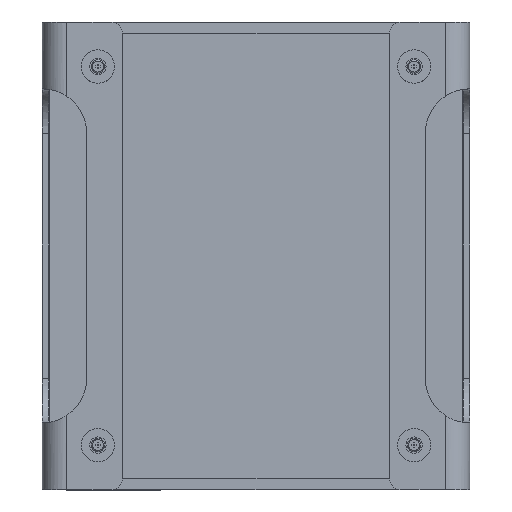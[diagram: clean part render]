
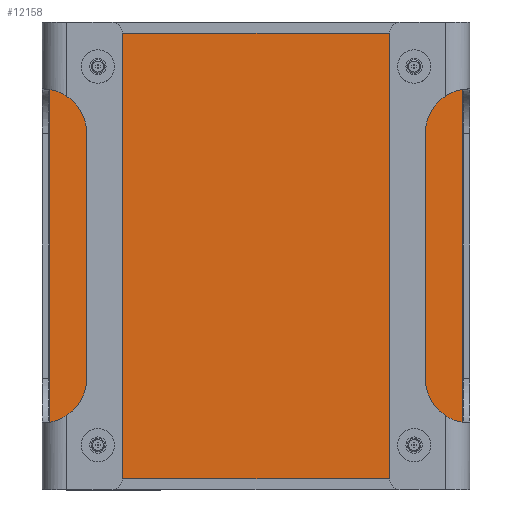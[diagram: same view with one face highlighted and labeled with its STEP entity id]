
A CAD part, top view. The second image highlights one B-rep face of the part: STEP entity #12158.
In plain terms, the highlighted face is planar.
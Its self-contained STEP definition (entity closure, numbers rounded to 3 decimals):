
#9571=CARTESIAN_POINT('',(-72.23,-85.0,0.0));
#9572=VERTEX_POINT('',#9571);
#9573=CARTESIAN_POINT('',(-71.0,-85.0,0.0));
#9574=DIRECTION('',(0.0,0.0,1.0));
#9575=DIRECTION('',(-1.0,0.0,0.0));
#9576=AXIS2_PLACEMENT_3D('',#9573,#9574,#9575);
#9577=CIRCLE('',#9576,1.23);
#9578=EDGE_CURVE('',#9572,#9572,#9577,.T.);
#9599=CARTESIAN_POINT('',(69.77,-85.0,0.0));
#9600=VERTEX_POINT('',#9599);
#9601=CARTESIAN_POINT('',(71.0,-85.0,0.0));
#9602=DIRECTION('',(0.0,0.0,1.0));
#9603=DIRECTION('',(-1.0,0.0,0.0));
#9604=AXIS2_PLACEMENT_3D('',#9601,#9602,#9603);
#9605=CIRCLE('',#9604,1.23);
#9606=EDGE_CURVE('',#9600,#9600,#9605,.T.);
#9627=CARTESIAN_POINT('',(69.77,85.0,0.0));
#9628=VERTEX_POINT('',#9627);
#9629=CARTESIAN_POINT('',(71.0,85.0,0.0));
#9630=DIRECTION('',(0.0,0.0,1.0));
#9631=DIRECTION('',(-1.0,0.0,0.0));
#9632=AXIS2_PLACEMENT_3D('',#9629,#9630,#9631);
#9633=CIRCLE('',#9632,1.23);
#9634=EDGE_CURVE('',#9628,#9628,#9633,.T.);
#9655=CARTESIAN_POINT('',(-72.23,85.0,0.0));
#9656=VERTEX_POINT('',#9655);
#9657=CARTESIAN_POINT('',(-71.,85.0,0.0));
#9658=DIRECTION('',(0.0,0.0,1.0));
#9659=DIRECTION('',(-1.0,0.0,0.0));
#9660=AXIS2_PLACEMENT_3D('',#9657,#9658,#9659);
#9661=CIRCLE('',#9660,1.23);
#9662=EDGE_CURVE('',#9656,#9656,#9661,.T.);
#10257=CARTESIAN_POINT('',(92.7,-100.,0.0));
#10258=VERTEX_POINT('',#10257);
#10265=CARTESIAN_POINT('',(92.7,100.0,0.0));
#10266=VERTEX_POINT('',#10265);
#10267=CARTESIAN_POINT('',(92.7,100.0,0.0));
#10268=DIRECTION('',(0.0,-1.0,0.0));
#10269=VECTOR('',#10268,200.0);
#10270=LINE('',#10267,#10269);
#10271=EDGE_CURVE('',#10266,#10258,#10270,.T.);
#11651=CARTESIAN_POINT('',(-92.7,-100.,0.0));
#11652=VERTEX_POINT('',#11651);
#11659=CARTESIAN_POINT('',(92.7,-100.,0.0));
#11660=DIRECTION('',(-1.0,0.0,0.0));
#11661=VECTOR('',#11660,185.4);
#11662=LINE('',#11659,#11661);
#11663=EDGE_CURVE('',#10258,#11652,#11662,.T.);
#11681=CARTESIAN_POINT('',(-92.7,100.0,0.0));
#11682=VERTEX_POINT('',#11681);
#11689=CARTESIAN_POINT('',(-92.7,-100.,0.0));
#11690=DIRECTION('',(0.0,1.0,0.0));
#11691=VECTOR('',#11690,200.0);
#11692=LINE('',#11689,#11691);
#11693=EDGE_CURVE('',#11652,#11682,#11692,.T.);
#12123=CARTESIAN_POINT('',(-92.7,100.0,0.0));
#12124=DIRECTION('',(1.0,0.0,0.0));
#12125=VECTOR('',#12124,185.4);
#12126=LINE('',#12123,#12125);
#12127=EDGE_CURVE('',#11682,#10266,#12126,.T.);
#12135=CARTESIAN_POINT('',(0.,0.,0.0));
#12136=DIRECTION('',(0.0,0.0,1.0));
#12137=DIRECTION('',(1.0,0.0,0.0));
#12138=AXIS2_PLACEMENT_3D('',#12135,#12136,#12137);
#12139=PLANE('',#12138);
#12140=ORIENTED_EDGE('',*,*,#12127,.T.);
#12141=ORIENTED_EDGE('',*,*,#10271,.T.);
#12142=ORIENTED_EDGE('',*,*,#11663,.T.);
#12143=ORIENTED_EDGE('',*,*,#11693,.T.);
#12144=EDGE_LOOP('',(#12140,#12141,#12142,#12143));
#12145=FACE_OUTER_BOUND('',#12144,.T.);
#12146=ORIENTED_EDGE('',*,*,#9578,.T.);
#12147=EDGE_LOOP('',(#12146));
#12148=FACE_BOUND('',#12147,.T.);
#12149=ORIENTED_EDGE('',*,*,#9606,.T.);
#12150=EDGE_LOOP('',(#12149));
#12151=FACE_BOUND('',#12150,.T.);
#12152=ORIENTED_EDGE('',*,*,#9634,.T.);
#12153=EDGE_LOOP('',(#12152));
#12154=FACE_BOUND('',#12153,.T.);
#12155=ORIENTED_EDGE('',*,*,#9662,.T.);
#12156=EDGE_LOOP('',(#12155));
#12157=FACE_BOUND('',#12156,.T.);
#12158=ADVANCED_FACE('',(#12145,#12148,#12151,#12154,#12157),#12139,.F.);
